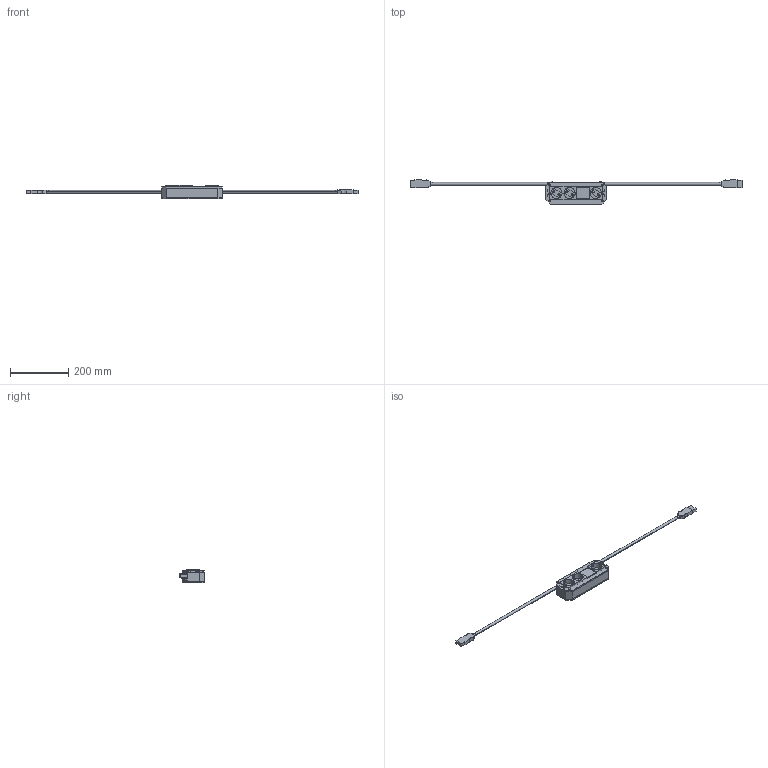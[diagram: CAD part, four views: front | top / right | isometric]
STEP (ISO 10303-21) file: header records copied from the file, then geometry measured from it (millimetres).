
FILE_DESCRIPTION (( 'STEP AP214' ), '1' );
FILE_NAME ('7404623.stp', '2020-10-05T13:56:28', ( '' ), ( '' ), 'SwSTEP 2.0', 'SolidWorks 2020', '' );
FILE_SCHEMA (( 'AUTOMOTIVE_DESIGN' ));
Length unit declared in the file: millimetre
Products named in the file (20): 044047_Standard; 071666_Standard; 044405_Standard; 044039_Standard; 7404623; 044040_Standard; 072941_Standard; 044046_Standard; 077656_Standard; 044406_Standard; 077657_Standard; P_0000011081_1_Stecker; 071656_Standard; 30324E_Standard; 109367_f〉 konfektionierten UT; 43620A_Standard; 071650_Standard; 074261_Standard; 109367T1_f〉 konfektionierten UT
Assembly tree (24 placements, depth 4):
  7404623
    072941_Standard
    071666_Standard
    071650_Standard  x2
    071656_Standard
    43620A_Standard  x2
    109367_f〉 konfektionierten UT
      P_0000011081_1_Stecker
      109367T1_f〉 konfektionierten UT
    074261_Standard  x2
    109367_f〉 konfektionierten UT
      P_0000011081_1_Stecker
      109367T1_f〉 konfektionierten UT
    044405_Standard
      044046_Standard
      077656_Standard
        044039_Standard
    044406_Standard
      044047_Standard
      077657_Standard
        044040_Standard
    30324E_Standard
Bounding box: 1142.42 x 83.45 x 45.25 mm (x, y, z)
Volume: 409423.2 mm3; surface area: 202745.7 mm2
Topology: 18 solids, 18 shells, 793 faces, 2069 edges, 1331 vertices
Faces by surface type: plane 575, cylinder 114, cone 92, bspline 8, torus 4
Entity records: 18978 total; most frequent: CARTESIAN_POINT 3712, ORIENTED_EDGE 3092, DIRECTION 2915, EDGE_CURVE 1546, LINE 1225, VECTOR 1225, VERTEX_POINT 1004, AXIS2_PLACEMENT_3D 845
